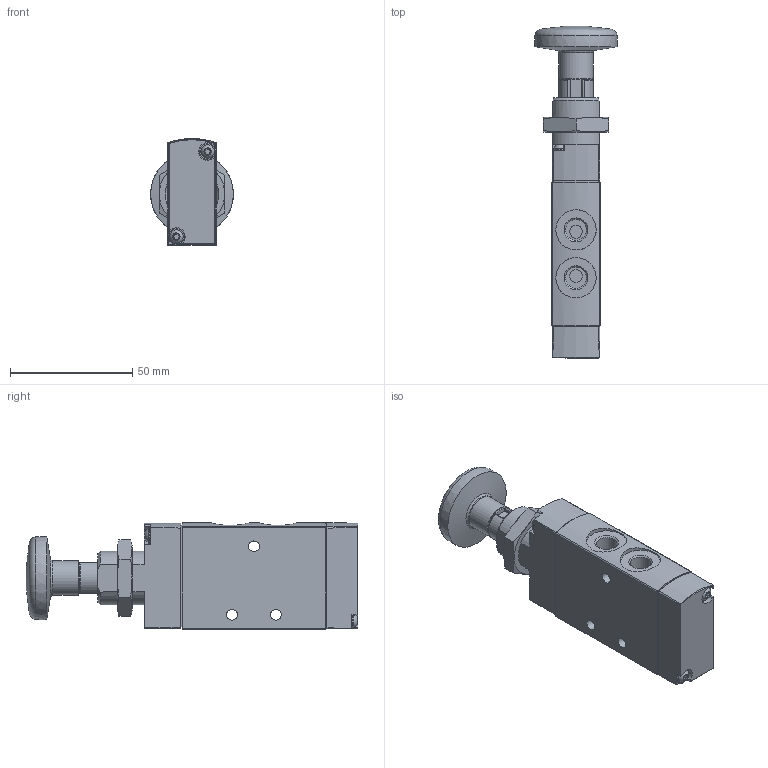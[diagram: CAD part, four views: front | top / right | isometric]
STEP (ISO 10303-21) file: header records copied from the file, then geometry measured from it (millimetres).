
FILE_DESCRIPTION(/* description */ ('STEP AP214'),/* implementation_level */ '2;1');
FILE_NAME(/* name */ '5299709_VHEF-P-M52-M-G18',/* time_stamp */ '2024-09-16T13:48:29+02:00',/* author */ ('License CC BY-ND 4.0'),/* organization */ ('CADENAS'),/* preprocessor_version */ 'ST-DEVELOPER v19.3',/* originating_system */ 'PARTsolutions',/* authorisation */ ' ');
FILE_SCHEMA (('AUTOMOTIVE_DESIGN {1 0 10303 214 3 1 1}'));
Length unit declared in the file: millimetre
Products named in the file (5): 5299709 VHEF-P-M52-M-G18---(1 high); 3346701 VXEF-X-M52-M-G18_valve---(7); 5299701 VHEF-P-M52---(1high); 337143 VAL-1/8-10 M22X1.5-6-27; 3394270 VAOM-R4---(schrauben)
Assembly tree (5 placements, depth 2):
  5299709 VHEF-P-M52-M-G18---(1 high)
    3346701 VXEF-X-M52-M-G18_valve---(7)
    5299701 VHEF-P-M52---(1high)
    337143 VAL-1/8-10 M22X1.5-6-27
    3394270 VAOM-R4---(schrauben)  x2
Bounding box: 33.84 x 135.79 x 43.72 mm (x, y, z)
Volume: 83590 mm3; surface area: 25273.2 mm2
Topology: 5 solids, 5 shells, 282 faces, 676 edges, 440 vertices
Faces by surface type: cylinder 148, plane 87, cone 24, torus 21, sphere 2
Full cylindrical faces by diameter (mm): 2.459 x4, 2.95 x2, 3 x2, 3.5 x2, 4.4 x3, 5.2 x4, 5.925 x1, 6.5 x1, 6.8 x5, 8.566 x5, 13 x1, 14 x1, 16.5 x2, 17 x1, 20.376 x1
Entity records: 8306 total; most frequent: DIRECTION 1360, CARTESIAN_POINT 1355, ORIENTED_EDGE 1082, AXIS2_PLACEMENT_3D 590, EDGE_CURVE 541, VERTEX_POINT 397, FACE_BOUND 378, EDGE_LOOP 374
